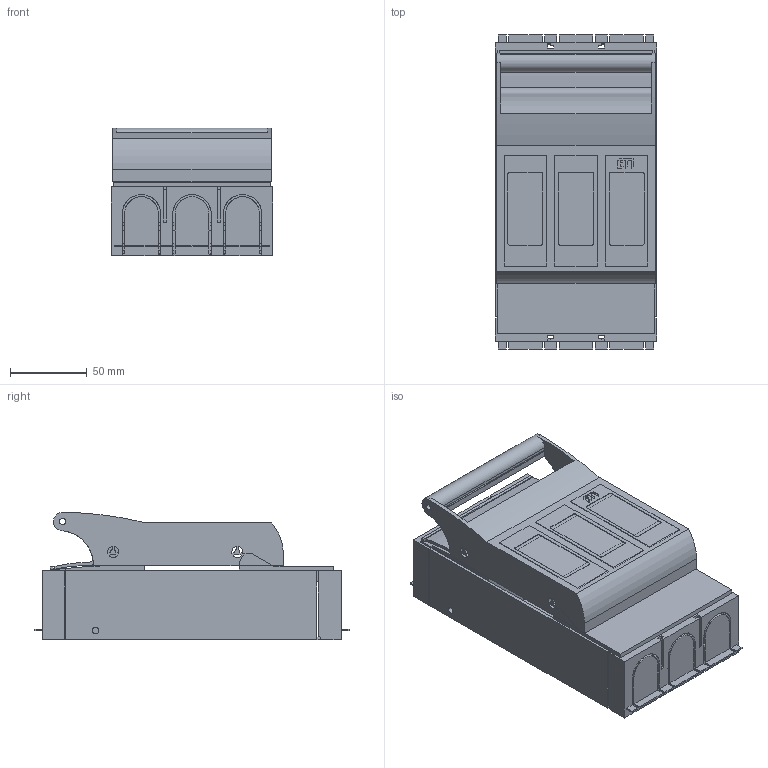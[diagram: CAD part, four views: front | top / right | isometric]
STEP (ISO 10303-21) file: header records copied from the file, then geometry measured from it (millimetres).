
FILE_DESCRIPTION((''),'2;1');
FILE_NAME('KVL-00_3P_BC95-BC95_ASM','2021-03-29T',('marketing.praksa'),('Audax d.o.o.'),'CREO PARAMETRIC BY PTC INC, 2017480','CREO PARAMETRIC BY PTC INC, 2017480','');
FILE_SCHEMA(('AUTOMOTIVE_DESIGN { 1 0 10303 214 1 1 1 1 }'));
Length unit declared in the file: millimetre
Products named in the file (16): 34170_L_TRENNERGEHAEUSE_GR00__5; 34171_L_ABDECKUNG_OBEN_GR00_3_5; 34172_L_ABDECKUNG_UNTEN_GR00__5; 158601_L_NH-KONTAKT_GR_00_1; ETI_LOGO_1_1_1_1_1_1_1_2_3_4_12; ETI_LOGO_2_1_1_1_1_1_1_2_3_4_12; ETI_LOGO_3_1_1_1_1_1_1_2_3_4_12; COVER_LOGO_3POL_PRT_1_1_1; PRT0108_1_1_1; PRT0109_1_1_1; PRT0110_1_1_1; 158599_L_RAHMEN_R95_1; 158600_L_DRUCKSTUECK_R95-KLEM_1; 68331_SOND_-ZYLINDERSCHR__DIN_1; 804794_L_RAHMENKLEMME_95_ASM_1_ASM; KVL-00_3P_BC95-BC95_ASM
Assembly tree (25 placements, depth 3):
  KVL-00_3P_BC95-BC95_ASM
    34170_L_TRENNERGEHAEUSE_GR00__5
    34171_L_ABDECKUNG_OBEN_GR00_3_5
    34172_L_ABDECKUNG_UNTEN_GR00__5
    158601_L_NH-KONTAKT_GR_00_1  x6
    ETI_LOGO_1_1_1_1_1_1_1_2_3_4_12
    ETI_LOGO_2_1_1_1_1_1_1_2_3_4_12
    ETI_LOGO_3_1_1_1_1_1_1_2_3_4_12
    COVER_LOGO_3POL_PRT_1_1_1
    PRT0108_1_1_1
    PRT0109_1_1_1
    PRT0110_1_1_1
    804794_L_RAHMENKLEMME_95_ASM_1_ASM  x6
      158599_L_RAHMEN_R95_1
      158600_L_DRUCKSTUECK_R95-KLEM_1
      68331_SOND_-ZYLINDERSCHR__DIN_1
Bounding box: 105.5 x 204.95 x 83.19 mm (x, y, z)
Volume: 662621.1 mm3; surface area: 291170.6 mm2
Topology: 34 solids, 34 shells, 2340 faces, 6946 edges, 4688 vertices
Faces by surface type: plane 1700, cylinder 490, cone 102, torus 48
Entity records: 79835 total; most frequent: CARTESIAN_POINT 10355, ORIENTED_EDGE 9612, DIRECTION 8697, PRESENTATION_STYLE_ASSIGNMENT 6270, STYLED_ITEM 6270, CURVE_STYLE 4806, EDGE_CURVE 4806, VECTOR 3745
